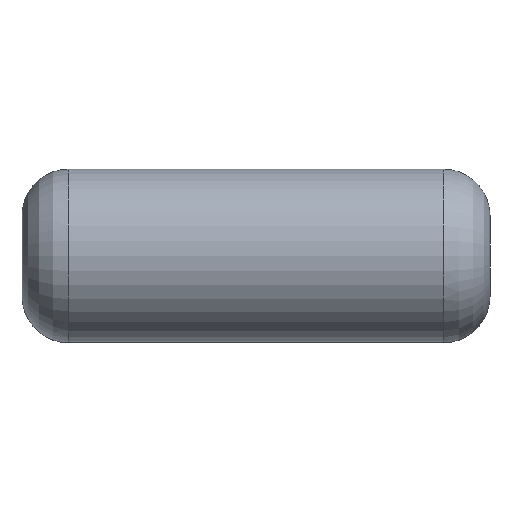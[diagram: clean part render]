
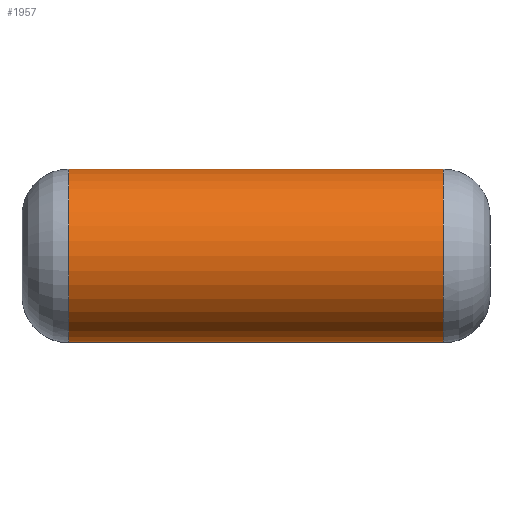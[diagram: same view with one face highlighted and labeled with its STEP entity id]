
A CAD part, top view. The second image highlights one B-rep face of the part: STEP entity #1957.
In plain terms, the highlighted cylindrical face has radius 3.3 mm (diameter 6.6 mm), a partial arc.
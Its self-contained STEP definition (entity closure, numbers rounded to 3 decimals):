
#1554=CARTESIAN_POINT('',(7.12,3.3,13.2));
#1555=VERTEX_POINT('',#1554);
#1604=CARTESIAN_POINT('',(-7.12,3.3,13.2));
#1605=VERTEX_POINT('',#1604);
#1724=CARTESIAN_POINT('',(7.12,-3.3,13.2));
#1725=VERTEX_POINT('',#1724);
#1797=CARTESIAN_POINT('',(-0.0,3.3,13.2));
#1798=DIRECTION('',(-1.0,0.0,0.0));
#1799=VECTOR('',#1798,1.0);
#1800=LINE('',#1797,#1799);
#1801=EDGE_CURVE('n� 72',#1555,#1605,#1800,.T.);
#1856=CARTESIAN_POINT('',(-7.12,-3.3,13.2));
#1857=VERTEX_POINT('',#1856);
#1881=CARTESIAN_POINT('',(0.0,-3.3,13.2));
#1882=DIRECTION('',(1.0,-0.0,0.0));
#1883=VECTOR('',#1882,1.0);
#1884=LINE('',#1881,#1883);
#1885=EDGE_CURVE('n� 10',#1857,#1725,#1884,.T.);
#1902=CARTESIAN_POINT('',(7.12,-0.0,13.2));
#1903=DIRECTION('',(-1.0,-0.0,-0.0));
#1904=DIRECTION('',(0.0,1.0,0.0));
#1905=AXIS2_PLACEMENT_3D('',#1902,#1903,#1904);
#1906=CIRCLE('',#1905,3.3);
#1907=EDGE_CURVE('n� 14',#1725,#1555,#1906,.T.);
#1923=CARTESIAN_POINT('',(-7.12,-0.0,13.2));
#1924=DIRECTION('',(1.0,0.0,0.0));
#1925=DIRECTION('',(0.0,1.0,0.0));
#1926=AXIS2_PLACEMENT_3D('',#1923,#1924,#1925);
#1927=CIRCLE('',#1926,3.3);
#1928=EDGE_CURVE('n� 21',#1605,#1857,#1927,.T.);
#1946=ORIENTED_EDGE('',*,*,#1907,.T.);
#1947=ORIENTED_EDGE('',*,*,#1801,.T.);
#1948=ORIENTED_EDGE('',*,*,#1928,.T.);
#1949=ORIENTED_EDGE('',*,*,#1885,.T.);
#1950=EDGE_LOOP('',(#1946,#1947,#1948,#1949));
#1951=FACE_OUTER_BOUND('',#1950,.T.);
#1952=CARTESIAN_POINT('',(0.0,-0.0,13.2));
#1953=DIRECTION('',(1.0,0.0,0.0));
#1954=DIRECTION('',(0.0,1.0,0.0));
#1955=AXIS2_PLACEMENT_3D('',#1952,#1953,#1954);
#1956=CYLINDRICAL_SURFACE('',#1955,3.3);
#1957=ADVANCED_FACE('n� 2',(#1951),#1956,.T.);
